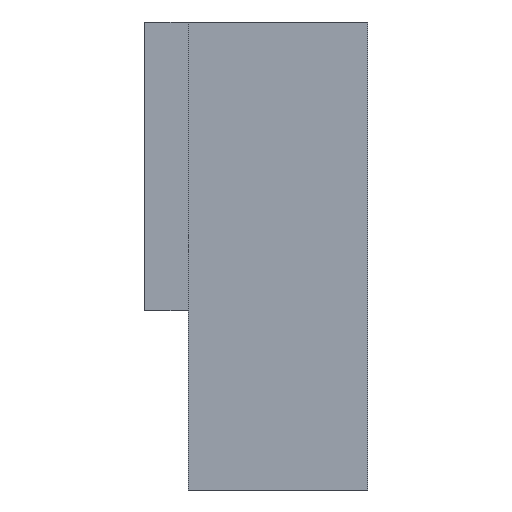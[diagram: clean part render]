
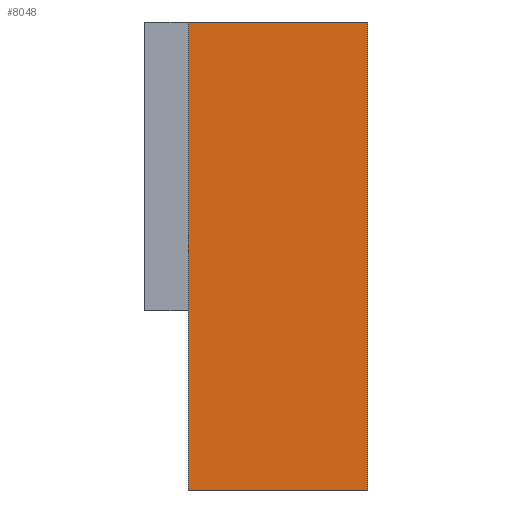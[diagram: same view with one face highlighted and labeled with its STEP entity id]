
A CAD part, left-side view. The second image highlights one B-rep face of the part: STEP entity #8048.
In plain terms, the highlighted planar face has unit normal (-1, 0, 0).
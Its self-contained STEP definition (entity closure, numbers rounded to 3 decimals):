
#1=DIRECTION('',(0.,0.,1.));
#2=VECTOR('',#1,12.8);
#3=CARTESIAN_POINT('',(-20.68,2.45,-12.8));
#4=LINE('',#3,#2);
#5=DIRECTION('',(0.,-1.,0.));
#6=VECTOR('',#5,4.9);
#7=CARTESIAN_POINT('',(-20.68,2.45,0.));
#8=LINE('',#7,#6);
#9=DIRECTION('',(0.,0.,-1.));
#10=VECTOR('',#9,12.8);
#11=CARTESIAN_POINT('',(-20.68,-2.45,0.));
#12=LINE('',#11,#10);
#13=DIRECTION('',(0.,1.,0.));
#14=VECTOR('',#13,4.9);
#15=CARTESIAN_POINT('',(-20.68,-2.45,-12.8));
#16=LINE('',#15,#14);
#6057=CARTESIAN_POINT('',(-20.68,2.45,-12.8));
#6058=CARTESIAN_POINT('',(-20.68,2.45,0.));
#6059=VERTEX_POINT('',#6057);
#6060=VERTEX_POINT('',#6058);
#6061=CARTESIAN_POINT('',(-20.68,-2.45,0.));
#6062=VERTEX_POINT('',#6061);
#6063=CARTESIAN_POINT('',(-20.68,-2.45,-12.8));
#6064=VERTEX_POINT('',#6063);
#8033=CARTESIAN_POINT('',(-20.68,0.,0.));
#8034=DIRECTION('',(1.,0.,0.));
#8035=DIRECTION('',(0.,-1.,0.));
#8036=AXIS2_PLACEMENT_3D('',#8033,#8034,#8035);
#8037=PLANE('',#8036);
#8039=ORIENTED_EDGE('',*,*,#8038,.T.);
#8041=ORIENTED_EDGE('',*,*,#8040,.T.);
#8043=ORIENTED_EDGE('',*,*,#8042,.T.);
#8045=ORIENTED_EDGE('',*,*,#8044,.T.);
#8046=EDGE_LOOP('',(#8039,#8041,#8043,#8045));
#8047=FACE_OUTER_BOUND('',#8046,.F.);
#8038=EDGE_CURVE('',#6059,#6060,#4,.T.);
#8040=EDGE_CURVE('',#6060,#6062,#8,.T.);
#8042=EDGE_CURVE('',#6062,#6064,#12,.T.);
#8044=EDGE_CURVE('',#6064,#6059,#16,.T.);
#8048=ADVANCED_FACE('',(#8047),#8037,.F.);
